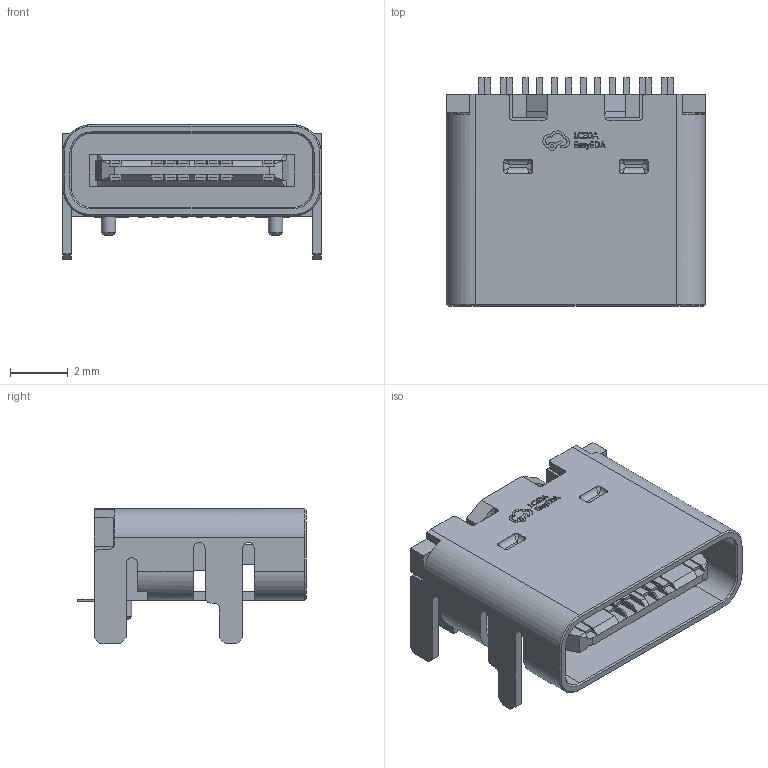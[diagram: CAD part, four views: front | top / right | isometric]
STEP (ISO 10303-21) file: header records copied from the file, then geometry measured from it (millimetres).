
FILE_DESCRIPTION(('FreeCAD Model'),'2;1');
FILE_NAME('Open CASCADE Shape Model','2023-11-15T10:50:12',('Author'),( ''),'Open CASCADE STEP processor 7.6','FreeCAD','Unknown');
FILE_SCHEMA(('AUTOMOTIVE_DESIGN { 1 0 10303 214 1 1 1 1 }'));
Length unit declared in the file: millimetre
Products named in the file (31): USB-C-SMD_G-SWITCH_GT-USB-7010EN; COMPOUND030; COMPOUND001; COMPOUND002; COMPOUND003; COMPOUND004; COMPOUND005; COMPOUND006; COMPOUND007; COMPOUND008; COMPOUND009; COMPOUND010; COMPOUND011; COMPOUND012; COMPOUND013; COMPOUND014; COMPOUND015; COMPOUND016; COMPOUND017; COMPOUND018; COMPOUND019; COMPOUND020; COMPOUND021; COMPOUND022; COMPOUND023; COMPOUND024; COMPOUND025; COMPOUND026; COMPOUND027; COMPOUND028; COMPOUND029
Assembly tree (30 placements, depth 3):
  USB-C-SMD_G-SWITCH_GT-USB-7010EN
    COMPOUND030
      COMPOUND001
      COMPOUND002
      COMPOUND003
      COMPOUND004
      COMPOUND005
      COMPOUND006
      COMPOUND007
      COMPOUND008
      COMPOUND009
      COMPOUND010
      COMPOUND011
      COMPOUND012
      COMPOUND013
      COMPOUND014
      COMPOUND015
      COMPOUND016
      COMPOUND017
      COMPOUND018
      COMPOUND019
      COMPOUND020
      COMPOUND021
      COMPOUND022
      COMPOUND023
      COMPOUND024
      COMPOUND025
      COMPOUND026
      COMPOUND027
      COMPOUND028
      COMPOUND029
Bounding box: 8.94 x 7.9 x 4.67 mm (x, y, z)
Volume: 113.5 mm3; surface area: 528.7 mm2
Topology: 29 solids, 29 shells, 775 faces, 1988 edges, 1276 vertices
Faces by surface type: plane 565, bspline 114, cylinder 84, cone 12
Entity records: 56336 total; most frequent: CARTESIAN_POINT 13154, DIRECTION 6657, LINE 4873, VECTOR 4873, ORIENTED_EDGE 3944, PCURVE 3944, DEFINITIONAL_REPRESENTATION 3944, EDGE_CURVE 1972
